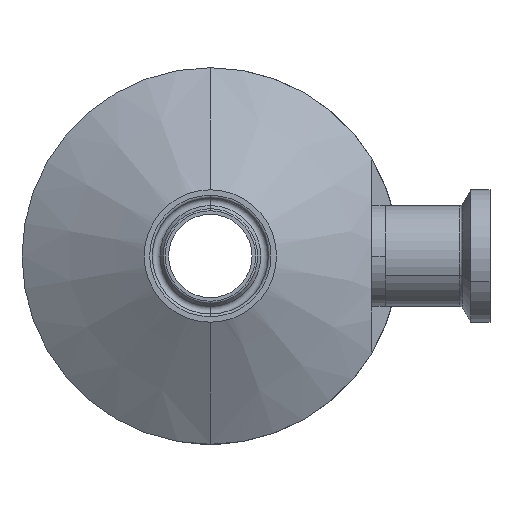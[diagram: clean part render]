
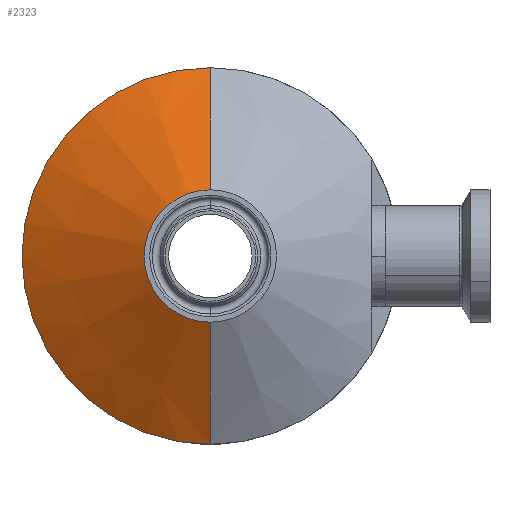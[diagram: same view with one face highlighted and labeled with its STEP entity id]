
A CAD part, front view. The second image highlights one B-rep face of the part: STEP entity #2323.
In plain terms, the highlighted conical face has half-angle 60 degrees and reference radius 35.56 mm.
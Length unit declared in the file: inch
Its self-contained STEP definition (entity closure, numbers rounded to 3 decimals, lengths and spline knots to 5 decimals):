
#49 = VERTEX_POINT ( 'NONE', #2270 ) ;
#310 = EDGE_CURVE ( 'NONE', #2673, #3639, #2389, .T. ) ;
#547 = EDGE_LOOP ( 'NONE', ( #5085, #3486, #5657, #2826 ) ) ;
#856 = VECTOR ( 'NONE', #1660, 39.37008 ) ;
#1292 = EDGE_CURVE ( 'NONE', #49, #3639, #4722, .T. ) ;
#1391 = VECTOR ( 'NONE', #4760, 39.37008 ) ;
#1546 = AXIS2_PLACEMENT_3D ( 'NONE', #2256, #1795, #4095 ) ;
#1642 = CARTESIAN_POINT ( 'NONE',  ( 0., 1.11078, 0. ) ) ;
#1660 = DIRECTION ( 'NONE',  ( 0., 0.5, 0.866 ) ) ;
#1795 = DIRECTION ( 'NONE',  ( 0., -1., 0. ) ) ;
#1821 = CARTESIAN_POINT ( 'NONE',  ( 0., 1.11078, 1.4 ) ) ;
#1981 = CONICAL_SURFACE ( 'NONE', #4299, 1.4, 1.047 ) ;
#2256 = CARTESIAN_POINT ( 'NONE',  ( 0., 0.519, 0. ) ) ;
#2270 = CARTESIAN_POINT ( 'NONE',  ( 0., 0.519, -0.375 ) ) ;
#2323 = ADVANCED_FACE ( 'NONE', ( #2348 ), #1981, .T. ) ;
#2348 = FACE_OUTER_BOUND ( 'NONE', #547, .T. ) ;
#2389 = CIRCLE ( 'NONE', #3534, 1.4 ) ;
#2414 = DIRECTION ( 'NONE',  ( 0., -1., 0. ) ) ;
#2514 = EDGE_CURVE ( 'NONE', #5355, #2673, #4781, .T. ) ;
#2673 = VERTEX_POINT ( 'NONE', #1821 ) ;
#2826 = ORIENTED_EDGE ( 'NONE', *, *, #310, .T. ) ;
#3282 = EDGE_CURVE ( 'NONE', #5355, #49, #5167, .T. ) ;
#3416 = DIRECTION ( 'NONE',  ( 0., 0., -1. ) ) ;
#3486 = ORIENTED_EDGE ( 'NONE', *, *, #3282, .F. ) ;
#3534 = AXIS2_PLACEMENT_3D ( 'NONE', #5761, #2414, #3416 ) ;
#3639 = VERTEX_POINT ( 'NONE', #5377 ) ;
#4062 = CARTESIAN_POINT ( 'NONE',  ( 0., 1.11078, 1.4 ) ) ;
#4095 = DIRECTION ( 'NONE',  ( 0., 0., -1. ) ) ;
#4299 = AXIS2_PLACEMENT_3D ( 'NONE', #1642, #4952, #5427 ) ;
#4722 = LINE ( 'NONE', #5322, #1391 ) ;
#4760 = DIRECTION ( 'NONE',  ( 0., 0.5, -0.866 ) ) ;
#4781 = LINE ( 'NONE', #4062, #856 ) ;
#4940 = CARTESIAN_POINT ( 'NONE',  ( 0., 0.519, 0.375 ) ) ;
#4952 = DIRECTION ( 'NONE',  ( 0., 1., 0. ) ) ;
#5085 = ORIENTED_EDGE ( 'NONE', *, *, #1292, .F. ) ;
#5167 = CIRCLE ( 'NONE', #1546, 0.375 ) ;
#5322 = CARTESIAN_POINT ( 'NONE',  ( 0., 1.11078, -1.4 ) ) ;
#5355 = VERTEX_POINT ( 'NONE', #4940 ) ;
#5377 = CARTESIAN_POINT ( 'NONE',  ( 0., 1.11078, -1.4 ) ) ;
#5427 = DIRECTION ( 'NONE',  ( 0., 0., 1. ) ) ;
#5657 = ORIENTED_EDGE ( 'NONE', *, *, #2514, .T. ) ;
#5761 = CARTESIAN_POINT ( 'NONE',  ( 0., 1.11078, 0. ) ) ;
